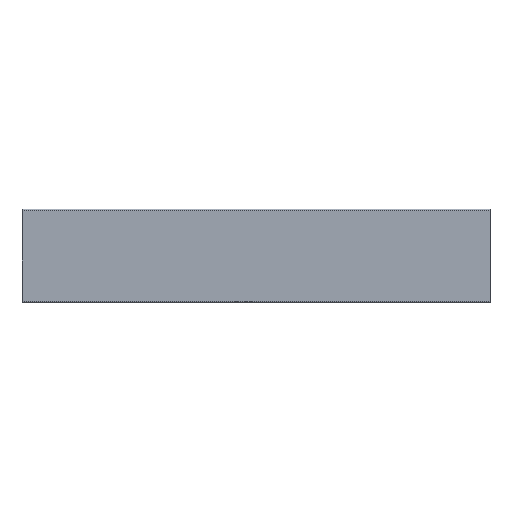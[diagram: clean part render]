
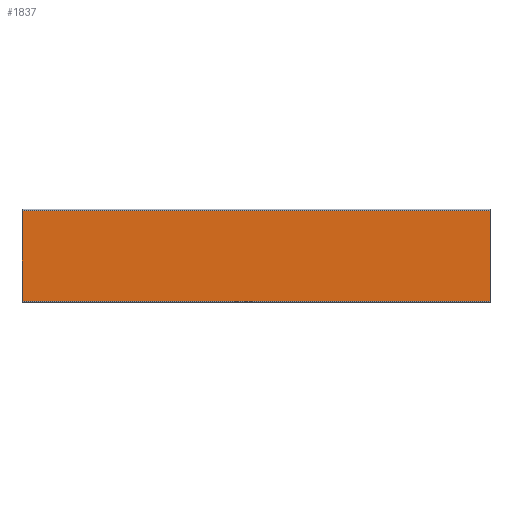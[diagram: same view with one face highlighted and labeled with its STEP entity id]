
A CAD part, top view. The second image highlights one B-rep face of the part: STEP entity #1837.
In plain terms, the highlighted planar face has unit normal (0, 0, 1).
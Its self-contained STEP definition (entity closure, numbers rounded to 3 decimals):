
#39 = DIRECTION ( 'NONE',  ( -1., 0., 0. ) ) ;
#78 = LINE ( 'NONE', #1185, #1288 ) ;
#95 = VERTEX_POINT ( 'NONE', #1912 ) ;
#175 = EDGE_CURVE ( 'NONE', #1626, #2121, #3020, .T. ) ;
#316 = LINE ( 'NONE', #1444, #1003 ) ;
#418 = VECTOR ( 'NONE', #2780, 1000. ) ;
#461 = ORIENTED_EDGE ( 'NONE', *, *, #517, .T. ) ;
#508 = VERTEX_POINT ( 'NONE', #2136 ) ;
#517 = EDGE_CURVE ( 'NONE', #508, #95, #2974, .T. ) ;
#663 = ORIENTED_EDGE ( 'NONE', *, *, #802, .T. ) ;
#714 = VECTOR ( 'NONE', #838, 1000. ) ;
#802 = EDGE_CURVE ( 'NONE', #2121, #508, #78, .T. ) ;
#838 = DIRECTION ( 'NONE',  ( 0., 1., 0. ) ) ;
#937 = DIRECTION ( 'NONE',  ( 1., 0., 0. ) ) ;
#1003 = VECTOR ( 'NONE', #39, 1000. ) ;
#1185 = CARTESIAN_POINT ( 'NONE',  ( -1000., -194., 0. ) ) ;
#1288 = VECTOR ( 'NONE', #937, 1000. ) ;
#1408 = DIRECTION ( 'NONE',  ( 0., 0., -1. ) ) ;
#1444 = CARTESIAN_POINT ( 'NONE',  ( 1000., 194., 0. ) ) ;
#1626 = VERTEX_POINT ( 'NONE', #2131 ) ;
#1662 = CARTESIAN_POINT ( 'NONE',  ( 0., 0., 0. ) ) ;
#1678 = PLANE ( 'NONE',  #3083 ) ;
#1837 = ADVANCED_FACE ( 'NONE', ( #2250 ), #1678, .F. ) ;
#1852 = CARTESIAN_POINT ( 'NONE',  ( 1000., -200., 0. ) ) ;
#1912 = CARTESIAN_POINT ( 'NONE',  ( 1000., 194., 0. ) ) ;
#1947 = CARTESIAN_POINT ( 'NONE',  ( -1000., -200., 0. ) ) ;
#2121 = VERTEX_POINT ( 'NONE', #2779 ) ;
#2131 = CARTESIAN_POINT ( 'NONE',  ( -1000., 194., 0. ) ) ;
#2136 = CARTESIAN_POINT ( 'NONE',  ( 1000., -194., 0. ) ) ;
#2217 = ORIENTED_EDGE ( 'NONE', *, *, #2487, .T. ) ;
#2250 = FACE_OUTER_BOUND ( 'NONE', #2408, .T. ) ;
#2353 = ORIENTED_EDGE ( 'NONE', *, *, #175, .T. ) ;
#2408 = EDGE_LOOP ( 'NONE', ( #2217, #2353, #663, #461 ) ) ;
#2487 = EDGE_CURVE ( 'NONE', #95, #1626, #316, .T. ) ;
#2779 = CARTESIAN_POINT ( 'NONE',  ( -1000., -194., 0. ) ) ;
#2780 = DIRECTION ( 'NONE',  ( 0., -1., 0. ) ) ;
#2787 = DIRECTION ( 'NONE',  ( -1., 0., 0. ) ) ;
#2974 = LINE ( 'NONE', #1852, #714 ) ;
#3020 = LINE ( 'NONE', #1947, #418 ) ;
#3083 = AXIS2_PLACEMENT_3D ( 'NONE', #1662, #1408, #2787 ) ;
